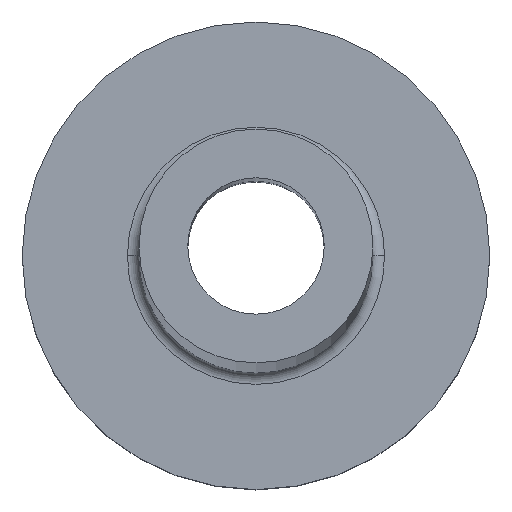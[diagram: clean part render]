
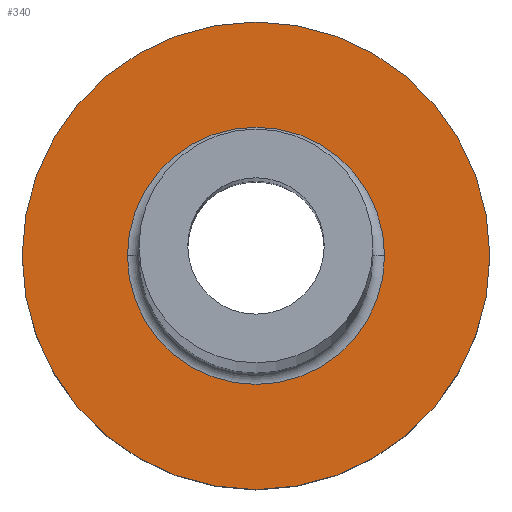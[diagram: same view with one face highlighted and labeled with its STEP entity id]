
A CAD part, top view. The second image highlights one B-rep face of the part: STEP entity #340.
In plain terms, the highlighted planar face has unit normal (0, 0, 1).
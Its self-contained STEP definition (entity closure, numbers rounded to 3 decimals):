
#3 = FACE_OUTER_BOUND ( 'NONE', #355, .T. ) ;
#4 = DIRECTION ( 'NONE',  ( 1., 0., 0. ) ) ;
#7 = CIRCLE ( 'NONE', #254, 3.3 ) ;
#24 = EDGE_CURVE ( 'NONE', #400, #337, #293, .T. ) ;
#58 = CIRCLE ( 'NONE', #405, 6. ) ;
#69 = CARTESIAN_POINT ( 'NONE',  ( 3.3, 0., 5. ) ) ;
#89 = ORIENTED_EDGE ( 'NONE', *, *, #134, .T. ) ;
#91 = DIRECTION ( 'NONE',  ( 1., 0., 0. ) ) ;
#94 = AXIS2_PLACEMENT_3D ( 'NONE', #136, #342, #240 ) ;
#134 = EDGE_CURVE ( 'NONE', #241, #395, #276, .T. ) ;
#136 = CARTESIAN_POINT ( 'NONE',  ( 0., 0., 5. ) ) ;
#142 = CARTESIAN_POINT ( 'NONE',  ( 0., 0., 5. ) ) ;
#144 = DIRECTION ( 'NONE',  ( 0., 0., 1. ) ) ;
#148 = PLANE ( 'NONE',  #284 ) ;
#169 = ORIENTED_EDGE ( 'NONE', *, *, #24, .T. ) ;
#183 = CARTESIAN_POINT ( 'NONE',  ( 0., 0., 5. ) ) ;
#184 = CARTESIAN_POINT ( 'NONE',  ( -3.3, 0., 5. ) ) ;
#209 = CARTESIAN_POINT ( 'NONE',  ( 6., 0., 5. ) ) ;
#240 = DIRECTION ( 'NONE',  ( 1., 0., 0. ) ) ;
#241 = VERTEX_POINT ( 'NONE', #304 ) ;
#250 = DIRECTION ( 'NONE',  ( 0., 0., 1. ) ) ;
#252 = EDGE_CURVE ( 'NONE', #337, #400, #7, .T. ) ;
#253 = AXIS2_PLACEMENT_3D ( 'NONE', #142, #281, #420 ) ;
#254 = AXIS2_PLACEMENT_3D ( 'NONE', #403, #338, #91 ) ;
#276 = CIRCLE ( 'NONE', #253, 6. ) ;
#281 = DIRECTION ( 'NONE',  ( 0., 0., 1. ) ) ;
#284 = AXIS2_PLACEMENT_3D ( 'NONE', #287, #144, #4 ) ;
#287 = CARTESIAN_POINT ( 'NONE',  ( 0., 0., 5. ) ) ;
#289 = DIRECTION ( 'NONE',  ( 1., 0., 0. ) ) ;
#293 = CIRCLE ( 'NONE', #94, 3.3 ) ;
#304 = CARTESIAN_POINT ( 'NONE',  ( -6., 0., 5. ) ) ;
#310 = ORIENTED_EDGE ( 'NONE', *, *, #367, .T. ) ;
#322 = FACE_BOUND ( 'NONE', #443, .T. ) ;
#337 = VERTEX_POINT ( 'NONE', #184 ) ;
#338 = DIRECTION ( 'NONE',  ( 0., 0., -1. ) ) ;
#340 = ADVANCED_FACE ( 'NONE', ( #322, #3 ), #148, .T. ) ;
#342 = DIRECTION ( 'NONE',  ( 0., 0., -1. ) ) ;
#355 = EDGE_LOOP ( 'NONE', ( #89, #310 ) ) ;
#360 = ORIENTED_EDGE ( 'NONE', *, *, #252, .T. ) ;
#367 = EDGE_CURVE ( 'NONE', #395, #241, #58, .T. ) ;
#395 = VERTEX_POINT ( 'NONE', #209 ) ;
#400 = VERTEX_POINT ( 'NONE', #69 ) ;
#403 = CARTESIAN_POINT ( 'NONE',  ( 0., 0., 5. ) ) ;
#405 = AXIS2_PLACEMENT_3D ( 'NONE', #183, #250, #289 ) ;
#420 = DIRECTION ( 'NONE',  ( 1., 0., 0. ) ) ;
#443 = EDGE_LOOP ( 'NONE', ( #169, #360 ) ) ;
